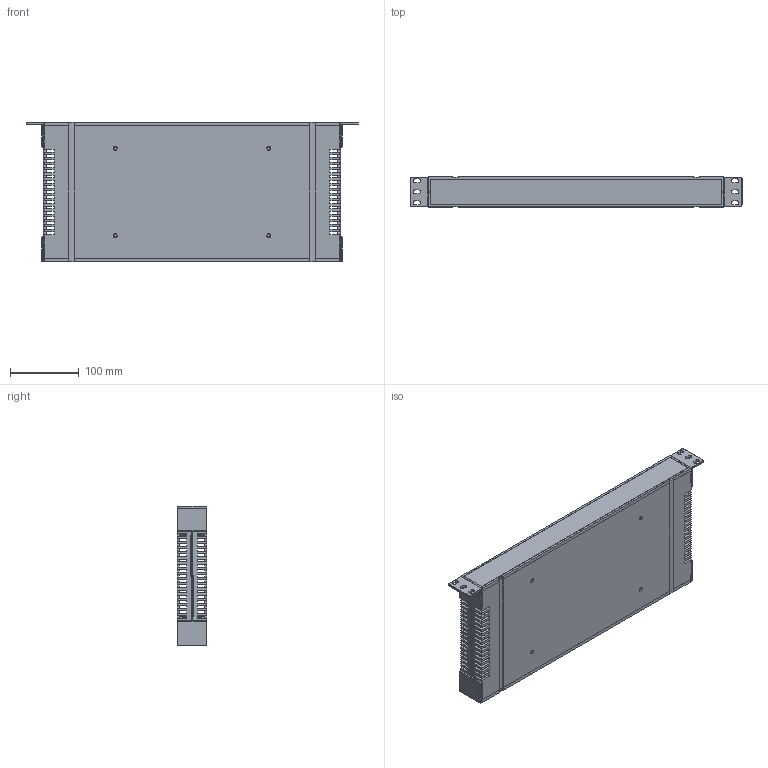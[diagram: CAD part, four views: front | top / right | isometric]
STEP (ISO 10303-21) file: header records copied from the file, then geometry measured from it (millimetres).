
FILE_DESCRIPTION (( 'STEP AP214' ), '1' );
FILE_NAME ('G17081U.STEP', '2015-03-22T18:24:44', ( '' ), ( '' ), 'SwSTEP 2.0', 'SolidWorks 2012', '' );
FILE_SCHEMA (( 'AUTOMOTIVE_DESIGN' ));
Length unit declared in the file: millimetre
Products named in the file (5): G17081U_Front_Back; G17081U_Handle; G17081U_Clutch; G17081U_HalfCover; G17081U
Assembly tree (8 placements, depth 2):
  G17081U
    G17081U_HalfCover  x2
    G17081U_Clutch  x2
    G17081U_Handle  x2
    G17081U_Front_Back  x2
Bounding box: 482.6 x 43.6 x 203.2 mm (x, y, z)
Volume: 774480.3 mm3; surface area: 507879.6 mm2
Topology: 8 solids, 8 shells, 1134 faces, 3480 edges, 2280 vertices
Faces by surface type: plane 798, cylinder 180, cone 96, bspline 32, torus 24, sphere 4
Entity records: 19780 total; most frequent: CARTESIAN_POINT 3682, ORIENTED_EDGE 3476, DIRECTION 3140, EDGE_CURVE 1738, VECTOR 1384, LINE 1384, VERTEX_POINT 1140, AXIS2_PLACEMENT_3D 878
